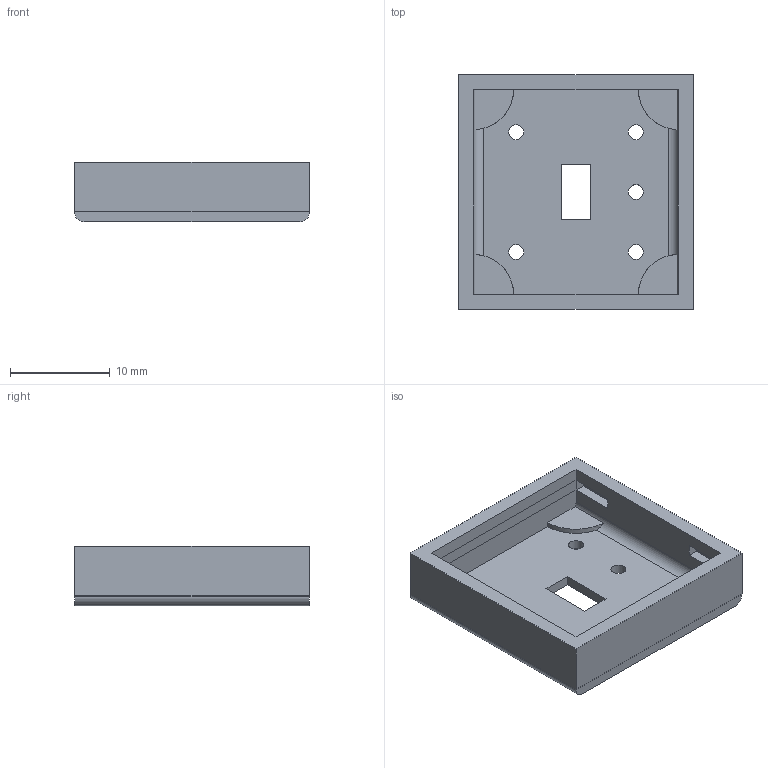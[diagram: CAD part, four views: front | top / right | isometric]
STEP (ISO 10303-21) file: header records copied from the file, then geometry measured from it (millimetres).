
FILE_DESCRIPTION(('FreeCAD Model'),'2;1');
FILE_NAME('Open CASCADE Shape Model','2023-06-16T10:43:55',(''),(''), 'Open CASCADE STEP processor 7.6','FreeCAD','Unknown');
FILE_SCHEMA(('AUTOMOTIVE_DESIGN { 1 0 10303 214 1 1 1 1 }'));
Length unit declared in the file: millimetre
Products named in the file (1): Cut001
Bounding box: 23.5 x 23.5 x 6 mm (x, y, z)
Volume: 1186.3 mm3; surface area: 2076.4 mm2
Topology: 1 solids, 1 shells, 60 faces, 151 edges, 94 vertices
Faces by surface type: plane 47, cylinder 13
Full cylindrical faces by diameter (mm): 1.5 x5
Entity records: 3873 total; most frequent: CARTESIAN_POINT 826, DIRECTION 548, LINE 357, VECTOR 357, ORIENTED_EDGE 302, PCURVE 302, DEFINITIONAL_REPRESENTATION 302, EDGE_CURVE 151
